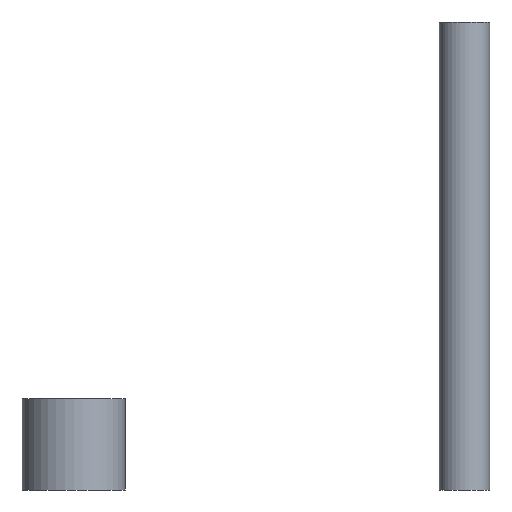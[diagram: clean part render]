
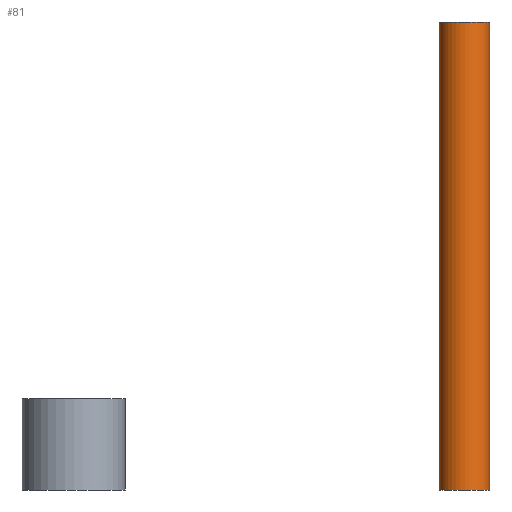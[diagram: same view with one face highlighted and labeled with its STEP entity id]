
A CAD part, front view. The second image highlights one B-rep face of the part: STEP entity #81.
In plain terms, the highlighted cylindrical face has radius 2.2 mm (diameter 4.4 mm), a full revolution.
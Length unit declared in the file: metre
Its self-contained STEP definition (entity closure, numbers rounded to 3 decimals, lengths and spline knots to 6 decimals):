
#27=ORIENTED_EDGE('',*,*,#35,.F.);
#28=ORIENTED_EDGE('',*,*,#36,.T.);
#35=EDGE_CURVE('',#41,#41,#47,.T.);
#36=EDGE_CURVE('',#42,#42,#48,.T.);
#41=VERTEX_POINT('',#172);
#42=VERTEX_POINT('',#174);
#47=CIRCLE('',#119,0.0022);
#48=CIRCLE('',#120,0.0022);
#57=EDGE_LOOP('',(#27));
#58=EDGE_LOOP('',(#28));
#69=FACE_BOUND('',#57,.T.);
#70=FACE_BOUND('',#58,.T.);
#75=CYLINDRICAL_SURFACE('',#118,0.0022);
#81=ADVANCED_FACE('',(#69,#70),#75,.T.);
#118=AXIS2_PLACEMENT_3D('',#170,#145,#146);
#119=AXIS2_PLACEMENT_3D('',#171,#147,#148);
#120=AXIS2_PLACEMENT_3D('',#173,#149,#150);
#145=DIRECTION('',(0.,0.,-1.));
#146=DIRECTION('',(-1.,0.,0.));
#147=DIRECTION('',(0.,0.,1.));
#148=DIRECTION('',(1.,0.,0.));
#149=DIRECTION('',(0.,0.,1.));
#150=DIRECTION('',(1.,0.,0.));
#170=CARTESIAN_POINT('',(0.,0.,0.041));
#171=CARTESIAN_POINT('',(0.,0.,0.041));
#172=CARTESIAN_POINT('',(0.0022,0.,0.041));
#173=CARTESIAN_POINT('',(0.,0.,0.));
#174=CARTESIAN_POINT('',(0.0022,0.,0.));
